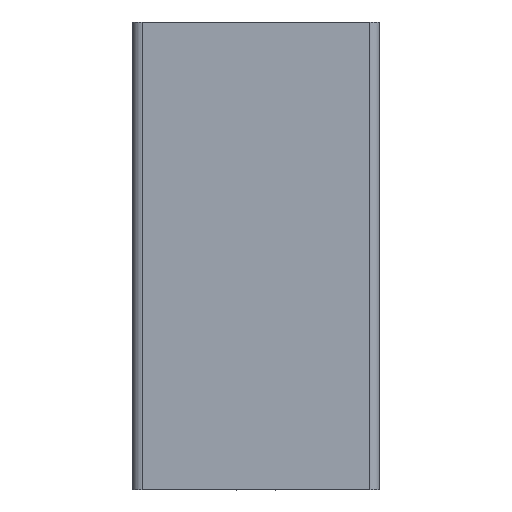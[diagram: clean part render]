
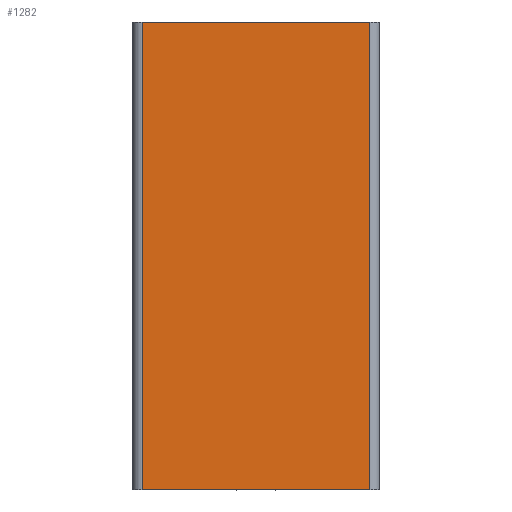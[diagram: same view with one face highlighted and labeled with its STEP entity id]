
A CAD part, top view. The second image highlights one B-rep face of the part: STEP entity #1282.
In plain terms, the highlighted planar face has unit normal (0, 0, 1).
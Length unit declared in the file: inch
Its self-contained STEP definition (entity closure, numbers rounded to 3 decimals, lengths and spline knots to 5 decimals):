
#1219=CARTESIAN_POINT('',(17.2872,13.44105,1.3005));
#1220=VERTEX_POINT('',#1219);
#1228=CARTESIAN_POINT('',(17.2872,7.44105,1.3005));
#1229=VERTEX_POINT('',#1228);
#1230=CARTESIAN_POINT('',(17.2872,10.44105,1.3005));
#1231=DIRECTION('',(0.,-1.,0.));
#1232=VECTOR('',#1231,1.);
#1233=LINE('',#1230,#1232);
#1234=EDGE_CURVE('',#1220,#1229,#1233,.T.);
#1252=CARTESIAN_POINT('',(14.3752,13.44105,1.3005));
#1253=VERTEX_POINT('',#1252);
#1254=CARTESIAN_POINT('',(17.2872,13.44105,1.3005));
#1255=DIRECTION('',(-1.,0.,0.));
#1256=VECTOR('',#1255,1.);
#1257=LINE('',#1254,#1256);
#1258=EDGE_CURVE('',#1220,#1253,#1257,.T.);
#1259=ORIENTED_EDGE('',*,*,#1258,.T.);
#1260=CARTESIAN_POINT('',(14.3752,7.44105,1.3005));
#1261=VERTEX_POINT('',#1260);
#1262=CARTESIAN_POINT('',(14.3752,10.44105,1.3005));
#1263=DIRECTION('',(0.,1.,0.));
#1264=VECTOR('',#1263,1.);
#1265=LINE('',#1262,#1264);
#1266=EDGE_CURVE('',#1261,#1253,#1265,.T.);
#1267=ORIENTED_EDGE('',*,*,#1266,.F.);
#1268=CARTESIAN_POINT('',(17.2872,7.44105,1.3005));
#1269=DIRECTION('',(1.,0.,0.));
#1270=VECTOR('',#1269,1.);
#1271=LINE('',#1268,#1270);
#1272=EDGE_CURVE('',#1261,#1229,#1271,.T.);
#1273=ORIENTED_EDGE('',*,*,#1272,.T.);
#1274=ORIENTED_EDGE('',*,*,#1234,.F.);
#1275=EDGE_LOOP('',(#1259,#1267,#1273,#1274));
#1276=FACE_OUTER_BOUND('',#1275,.T.);
#1277=CARTESIAN_POINT('',(15.8312,10.44105,1.3005));
#1278=DIRECTION('',(0.,0.,1.));
#1279=DIRECTION('',(1.,0.,0.));
#1280=AXIS2_PLACEMENT_3D('',#1277,#1278,#1279);
#1281=PLANE('',#1280);
#1282=ADVANCED_FACE('',(#1276),#1281,.T.);
